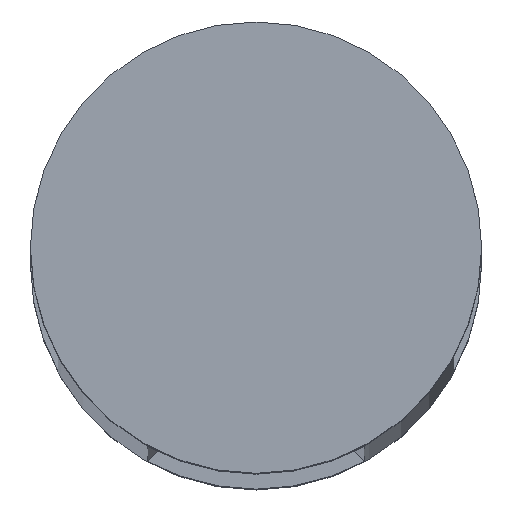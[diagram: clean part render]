
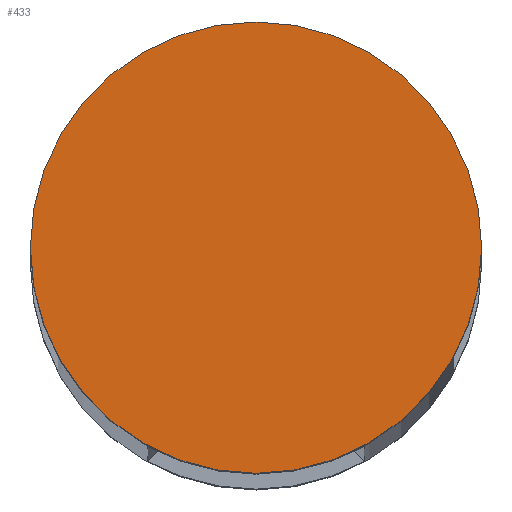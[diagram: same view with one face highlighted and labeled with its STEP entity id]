
A CAD part, top view. The second image highlights one B-rep face of the part: STEP entity #433.
In plain terms, the highlighted planar face has unit normal (0, 0, 1).
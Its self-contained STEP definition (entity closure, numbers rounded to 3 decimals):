
#9 = CARTESIAN_POINT ( 'NONE',  ( -3., 0., 63.539 ) ) ;
#10 = EDGE_LOOP ( 'NONE', ( #123, #653 ) ) ;
#123 = ORIENTED_EDGE ( 'NONE', *, *, #392, .F. ) ;
#131 = DIRECTION ( 'NONE',  ( 0., 0., -1. ) ) ;
#135 = VERTEX_POINT ( 'NONE', #9 ) ;
#270 = DIRECTION ( 'NONE',  ( 0., 0., -1. ) ) ;
#276 = PLANE ( 'NONE',  #735 ) ;
#339 = CARTESIAN_POINT ( 'NONE',  ( 0., 0., 63.539 ) ) ;
#392 = EDGE_CURVE ( 'NONE', #135, #763, #676, .T. ) ;
#395 = CIRCLE ( 'NONE', #520, 3. ) ;
#405 = CARTESIAN_POINT ( 'NONE',  ( 3., 0., 63.539 ) ) ;
#433 = ADVANCED_FACE ( 'NONE', ( #641 ), #276, .F. ) ;
#520 = AXIS2_PLACEMENT_3D ( 'NONE', #775, #862, #915 ) ;
#550 = AXIS2_PLACEMENT_3D ( 'NONE', #339, #270, #551 ) ;
#551 = DIRECTION ( 'NONE',  ( -1., 0., 0. ) ) ;
#641 = FACE_OUTER_BOUND ( 'NONE', #10, .T. ) ;
#653 = ORIENTED_EDGE ( 'NONE', *, *, #709, .F. ) ;
#676 = CIRCLE ( 'NONE', #550, 3. ) ;
#709 = EDGE_CURVE ( 'NONE', #763, #135, #395, .T. ) ;
#713 = DIRECTION ( 'NONE',  ( -1., 0., 0. ) ) ;
#735 = AXIS2_PLACEMENT_3D ( 'NONE', #786, #131, #713 ) ;
#763 = VERTEX_POINT ( 'NONE', #405 ) ;
#775 = CARTESIAN_POINT ( 'NONE',  ( 0., 0., 63.539 ) ) ;
#786 = CARTESIAN_POINT ( 'NONE',  ( 0., 0., 63.539 ) ) ;
#862 = DIRECTION ( 'NONE',  ( 0., 0., -1. ) ) ;
#915 = DIRECTION ( 'NONE',  ( -1., 0., 0. ) ) ;
